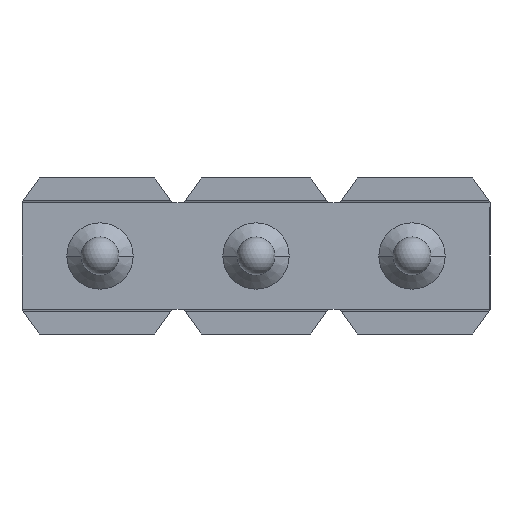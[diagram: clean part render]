
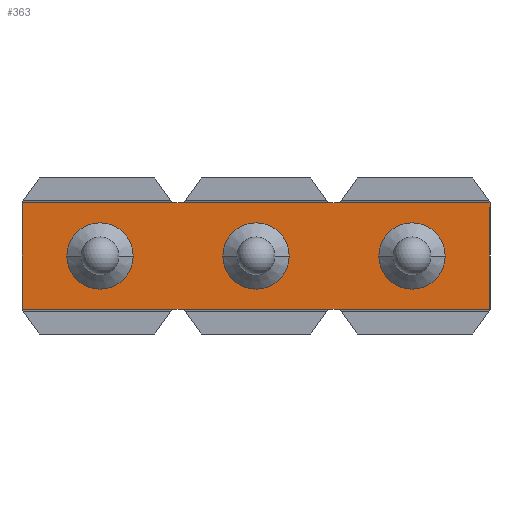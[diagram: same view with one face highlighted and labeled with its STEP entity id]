
A CAD part, front view. The second image highlights one B-rep face of the part: STEP entity #363.
In plain terms, the highlighted planar face has unit normal (0, -1, 0).
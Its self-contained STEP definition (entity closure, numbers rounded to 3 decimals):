
#363=ADVANCED_FACE('',(#761,#762,#763,#764),#765,.F.);
#761=FACE_BOUND('',#1191,.T.);
#762=FACE_BOUND('',#1192,.T.);
#763=FACE_BOUND('',#1193,.T.);
#764=FACE_OUTER_BOUND('',#1194,.T.);
#765=PLANE('',#1195);
#1191=EDGE_LOOP('',(#2138,#2139));
#1192=EDGE_LOOP('',(#2140,#2141));
#1193=EDGE_LOOP('',(#2142,#2143));
#1194=EDGE_LOOP('',(#2144,#2145,#2146,#2147,#2148,#2149,#2150,#2151,#2152,#2153,#2154,#2155));
#1195=AXIS2_PLACEMENT_3D('',#2156,#2157,#2158);
#2138=ORIENTED_EDGE('',*,*,#2760,.T.);
#2139=ORIENTED_EDGE('',*,*,#2551,.T.);
#2140=ORIENTED_EDGE('',*,*,#2771,.T.);
#2141=ORIENTED_EDGE('',*,*,#2536,.T.);
#2142=ORIENTED_EDGE('',*,*,#2782,.T.);
#2143=ORIENTED_EDGE('',*,*,#2521,.T.);
#2144=ORIENTED_EDGE('',*,*,#2803,.F.);
#2145=ORIENTED_EDGE('',*,*,#2799,.T.);
#2146=ORIENTED_EDGE('',*,*,#2804,.F.);
#2147=ORIENTED_EDGE('',*,*,#2805,.T.);
#2148=ORIENTED_EDGE('',*,*,#2806,.F.);
#2149=ORIENTED_EDGE('',*,*,#2796,.T.);
#2150=ORIENTED_EDGE('',*,*,#2807,.F.);
#2151=ORIENTED_EDGE('',*,*,#2808,.F.);
#2152=ORIENTED_EDGE('',*,*,#2809,.F.);
#2153=ORIENTED_EDGE('',*,*,#2810,.F.);
#2154=ORIENTED_EDGE('',*,*,#2811,.F.);
#2155=ORIENTED_EDGE('',*,*,#2812,.F.);
#2156=CARTESIAN_POINT('',(-4.572,0.3,0.0));
#2157=DIRECTION('',(0.0,1.0,0.0));
#2158=DIRECTION('',(0.,0.0,1.0));
#2521=EDGE_CURVE('',#2995,#2997,#2999,.T.);
#2536=EDGE_CURVE('',#3021,#3023,#3025,.T.);
#2551=EDGE_CURVE('',#3047,#3049,#3051,.T.);
#2760=EDGE_CURVE('',#3049,#3047,#3335,.T.);
#2771=EDGE_CURVE('',#3023,#3021,#3347,.T.);
#2782=EDGE_CURVE('',#2997,#2995,#3359,.T.);
#2796=EDGE_CURVE('',#3372,#3376,#3378,.T.);
#2799=EDGE_CURVE('',#3383,#3380,#3384,.T.);
#2803=EDGE_CURVE('',#3383,#3389,#3390,.T.);
#2804=EDGE_CURVE('',#3391,#3380,#3392,.T.);
#2805=EDGE_CURVE('',#3391,#3393,#3394,.T.);
#2806=EDGE_CURVE('',#3372,#3393,#3395,.T.);
#2807=EDGE_CURVE('',#3396,#3376,#3397,.T.);
#2808=EDGE_CURVE('',#3398,#3396,#3399,.T.);
#2809=EDGE_CURVE('',#3400,#3398,#3401,.T.);
#2810=EDGE_CURVE('',#3402,#3400,#3403,.T.);
#2811=EDGE_CURVE('',#3404,#3402,#3405,.T.);
#2812=EDGE_CURVE('',#3389,#3404,#3406,.T.);
#2995=VERTEX_POINT('',#3637);
#2997=VERTEX_POINT('',#3640);
#2999=CIRCLE('',#3643,0.54);
#3021=VERTEX_POINT('',#3669);
#3023=VERTEX_POINT('',#3672);
#3025=CIRCLE('',#3675,0.54);
#3047=VERTEX_POINT('',#3701);
#3049=VERTEX_POINT('',#3704);
#3051=CIRCLE('',#3707,0.54);
#3335=CIRCLE('',#4051,0.54);
#3347=CIRCLE('',#4063,0.54);
#3359=CIRCLE('',#4075,0.54);
#3372=VERTEX_POINT('',#4088);
#3376=VERTEX_POINT('',#4094);
#3378=LINE('',#4097,#4098);
#3380=VERTEX_POINT('',#4100);
#3383=VERTEX_POINT('',#4104);
#3384=LINE('',#4105,#4106);
#3389=VERTEX_POINT('',#4113);
#3390=LINE('',#4114,#4115);
#3391=VERTEX_POINT('',#4116);
#3392=LINE('',#4117,#4118);
#3393=VERTEX_POINT('',#4119);
#3394=LINE('',#4120,#4121);
#3395=LINE('',#4122,#4123);
#3396=VERTEX_POINT('',#4124);
#3397=LINE('',#4125,#4126);
#3398=VERTEX_POINT('',#4127);
#3399=LINE('',#4128,#4129);
#3400=VERTEX_POINT('',#4130);
#3401=LINE('',#4131,#4132);
#3402=VERTEX_POINT('',#4133);
#3403=LINE('',#4134,#4135);
#3404=VERTEX_POINT('',#4136);
#3405=LINE('',#4137,#4138);
#3406=LINE('',#4139,#4140);
#3637=CARTESIAN_POINT('',(-2.,0.3,0.));
#3640=CARTESIAN_POINT('',(-3.08,0.3,0.));
#3643=AXIS2_PLACEMENT_3D('',#4469,#4470,#4471);
#3669=CARTESIAN_POINT('',(0.54,0.3,0.));
#3672=CARTESIAN_POINT('',(-0.54,0.3,0.));
#3675=AXIS2_PLACEMENT_3D('',#4493,#4494,#4495);
#3701=CARTESIAN_POINT('',(3.08,0.3,0.));
#3704=CARTESIAN_POINT('',(2.,0.3,0.));
#3707=AXIS2_PLACEMENT_3D('',#4517,#4518,#4519);
#4051=AXIS2_PLACEMENT_3D('',#4814,#4815,#4816);
#4063=AXIS2_PLACEMENT_3D('',#4832,#4833,#4834);
#4075=AXIS2_PLACEMENT_3D('',#4850,#4851,#4852);
#4088=CARTESIAN_POINT('',(1.37,0.3,-0.87));
#4094=CARTESIAN_POINT('',(3.81,0.3,-0.87));
#4097=CARTESIAN_POINT('',(-4.572,0.3,-0.87));
#4098=VECTOR('',#4871,1.0);
#4100=CARTESIAN_POINT('',(-1.37,0.3,-0.87));
#4104=CARTESIAN_POINT('',(-3.81,0.3,-0.87));
#4105=CARTESIAN_POINT('',(-4.572,0.3,-0.87));
#4106=VECTOR('',#4873,1.0);
#4113=CARTESIAN_POINT('',(-3.81,0.3,0.87));
#4114=CARTESIAN_POINT('',(-3.81,0.3,0.0));
#4115=VECTOR('',#4876,1.0);
#4116=CARTESIAN_POINT('',(-1.17,0.3,-0.87));
#4117=CARTESIAN_POINT('',(-2.948,0.3,-0.87));
#4118=VECTOR('',#4877,1.0);
#4119=CARTESIAN_POINT('',(1.17,0.3,-0.87));
#4120=CARTESIAN_POINT('',(-4.572,0.3,-0.87));
#4121=VECTOR('',#4878,1.0);
#4122=CARTESIAN_POINT('',(-1.674,0.3,-0.87));
#4123=VECTOR('',#4879,1.0);
#4124=CARTESIAN_POINT('',(3.81,0.3,0.87));
#4125=CARTESIAN_POINT('',(3.81,0.3,0.0));
#4126=VECTOR('',#4880,1.0);
#4127=CARTESIAN_POINT('',(1.37,0.3,0.87));
#4128=CARTESIAN_POINT('',(-4.572,0.3,0.87));
#4129=VECTOR('',#4881,1.0);
#4130=CARTESIAN_POINT('',(1.17,0.3,0.87));
#4131=CARTESIAN_POINT('',(-1.674,0.3,0.87));
#4132=VECTOR('',#4882,1.0);
#4133=CARTESIAN_POINT('',(-1.17,0.3,0.87));
#4134=CARTESIAN_POINT('',(-4.572,0.3,0.87));
#4135=VECTOR('',#4883,1.0);
#4136=CARTESIAN_POINT('',(-1.37,0.3,0.87));
#4137=CARTESIAN_POINT('',(-2.948,0.3,0.87));
#4138=VECTOR('',#4884,1.0);
#4139=CARTESIAN_POINT('',(-4.572,0.3,0.87));
#4140=VECTOR('',#4885,1.0);
#4469=CARTESIAN_POINT('',(-2.54,0.3,0.0));
#4470=DIRECTION('',(-0.0,1.0,0.0));
#4471=DIRECTION('',(1.0,0.0,0.0));
#4493=CARTESIAN_POINT('',(0.0,0.3,0.0));
#4494=DIRECTION('',(-0.0,1.0,0.0));
#4495=DIRECTION('',(1.0,0.0,0.0));
#4517=CARTESIAN_POINT('',(2.54,0.3,0.0));
#4518=DIRECTION('',(-0.0,1.0,0.0));
#4519=DIRECTION('',(1.0,0.0,0.0));
#4814=CARTESIAN_POINT('',(2.54,0.3,0.0));
#4815=DIRECTION('',(-0.0,1.0,0.0));
#4816=DIRECTION('',(1.0,0.0,0.0));
#4832=CARTESIAN_POINT('',(0.0,0.3,0.0));
#4833=DIRECTION('',(-0.0,1.0,0.0));
#4834=DIRECTION('',(1.0,0.0,0.0));
#4850=CARTESIAN_POINT('',(-2.54,0.3,0.0));
#4851=DIRECTION('',(-0.0,1.0,0.0));
#4852=DIRECTION('',(1.0,0.0,0.0));
#4871=DIRECTION('',(1.0,0.0,0.));
#4873=DIRECTION('',(1.0,0.0,0.));
#4876=DIRECTION('',(0.0,-0.0,1.0));
#4877=DIRECTION('',(-1.0,0.,0.));
#4878=DIRECTION('',(1.0,0.0,0.));
#4879=DIRECTION('',(-1.0,0.,0.));
#4880=DIRECTION('',(0.0,0.0,-1.0));
#4881=DIRECTION('',(1.0,0.0,0.));
#4882=DIRECTION('',(1.0,0.,0.));
#4883=DIRECTION('',(1.0,0.0,0.));
#4884=DIRECTION('',(1.0,0.,0.));
#4885=DIRECTION('',(1.0,0.0,0.));
